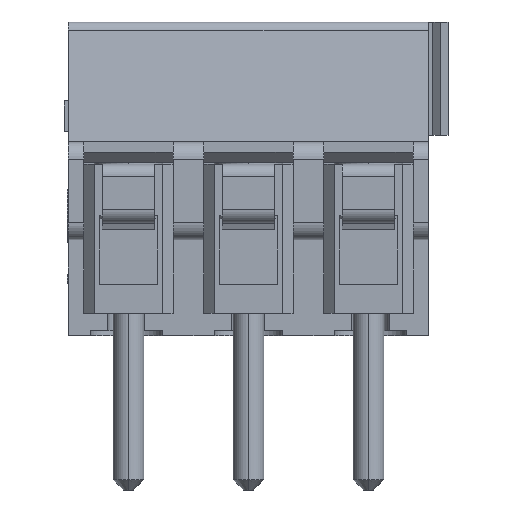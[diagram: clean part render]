
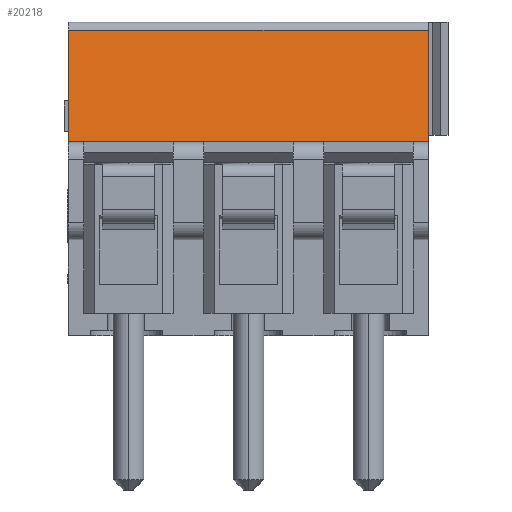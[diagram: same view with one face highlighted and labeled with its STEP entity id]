
A CAD part, front view. The second image highlights one B-rep face of the part: STEP entity #20218.
In plain terms, the highlighted planar face has unit normal (0, -0.985, 0.174).
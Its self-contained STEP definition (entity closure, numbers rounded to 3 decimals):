
#8321 = VERTEX_POINT('',#8322);
#8322 = CARTESIAN_POINT('',(-8.75,-3.45,5.65));
#8328 = EDGE_CURVE('',#8321,#8329,#8331,.T.);
#8329 = VERTEX_POINT('',#8330);
#8330 = CARTESIAN_POINT('',(-8.75,-2.877,8.902));
#8331 = LINE('',#8332,#8333);
#8332 = CARTESIAN_POINT('',(-8.75,-3.752,3.938));
#8333 = VECTOR('',#8334,1.);
#8334 = DIRECTION('',(0.,0.174,0.985)
  );
#19733 = VERTEX_POINT('',#19734);
#19734 = CARTESIAN_POINT('',(1.75,-2.877,8.902));
#19741 = EDGE_CURVE('',#19733,#19742,#19744,.T.);
#19742 = VERTEX_POINT('',#19743);
#19743 = CARTESIAN_POINT('',(1.75,-3.45,5.65));
#19744 = LINE('',#19745,#19746);
#19745 = CARTESIAN_POINT('',(1.75,-3.752,3.938));
#19746 = VECTOR('',#19747,1.);
#19747 = DIRECTION('',(0.,-0.174,
    -0.985));
#20202 = EDGE_CURVE('',#8321,#19742,#20203,.T.);
#20203 = LINE('',#20204,#20205);
#20204 = CARTESIAN_POINT('',(-6.329,-3.45,5.65));
#20205 = VECTOR('',#20206,1.);
#20206 = DIRECTION('',(1.,0.,0.));
#20218 = ADVANCED_FACE('',(#20219),#20230,.F.);
#20219 = FACE_BOUND('',#20220,.T.);
#20220 = EDGE_LOOP('',(#20221,#20227,#20228,#20229));
#20221 = ORIENTED_EDGE('',*,*,#20222,.F.);
#20222 = EDGE_CURVE('',#8329,#19733,#20223,.T.);
#20223 = LINE('',#20224,#20225);
#20224 = CARTESIAN_POINT('',(-6.329,-2.877,8.902
    ));
#20225 = VECTOR('',#20226,1.);
#20226 = DIRECTION('',(1.,0.,0.));
#20227 = ORIENTED_EDGE('',*,*,#8328,.F.);
#20228 = ORIENTED_EDGE('',*,*,#20202,.T.);
#20229 = ORIENTED_EDGE('',*,*,#19741,.F.);
#20230 = PLANE('',#20231);
#20231 = AXIS2_PLACEMENT_3D('',#20232,#20233,#20234);
#20232 = CARTESIAN_POINT('',(-3.173,-3.388,6.));
#20233 = DIRECTION('',(0.,0.985,
    -0.174));
#20234 = DIRECTION('',(0.,0.174,0.985)
  );
